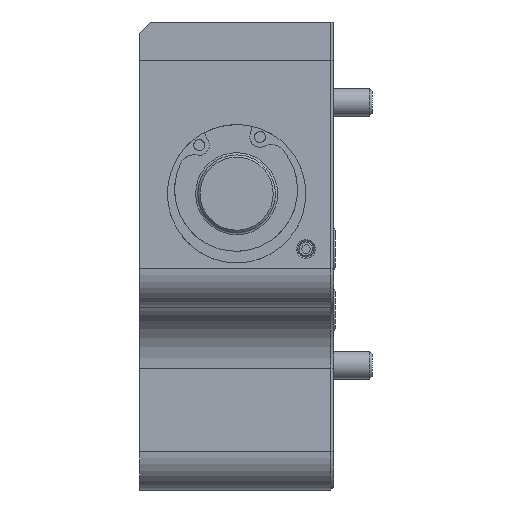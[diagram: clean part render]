
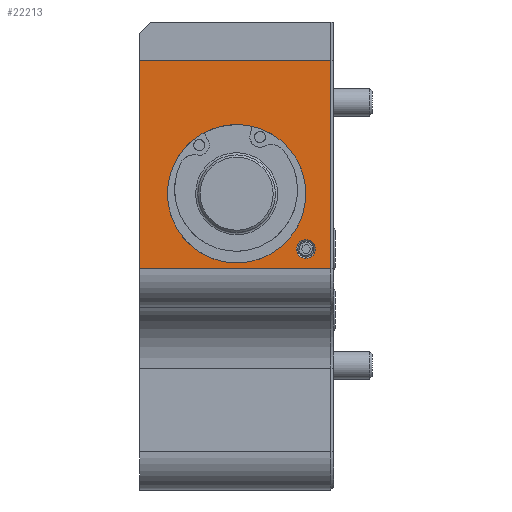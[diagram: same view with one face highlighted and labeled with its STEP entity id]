
A CAD part, left-side view. The second image highlights one B-rep face of the part: STEP entity #22213.
In plain terms, the highlighted planar face has unit normal (-1, 0, 0).
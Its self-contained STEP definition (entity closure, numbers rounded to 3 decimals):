
#686 = ORIENTED_EDGE ( 'NONE', *, *, #7169, .F. ) ;
#914 = LINE ( 'NONE', #4509, #22604 ) ;
#1394 = CIRCLE ( 'NONE', #21893, 12.5 ) ;
#1559 = FACE_BOUND ( 'NONE', #13489, .T. ) ;
#2084 = DIRECTION ( 'NONE',  ( 0., 0., 1. ) ) ;
#3533 = VERTEX_POINT ( 'NONE', #16389 ) ;
#4509 = CARTESIAN_POINT ( 'NONE',  ( 16., -17., -53.5 ) ) ;
#4731 = VERTEX_POINT ( 'NONE', #23152 ) ;
#4806 = EDGE_CURVE ( 'NONE', #19972, #23276, #15938, .T. ) ;
#5283 = DIRECTION ( 'NONE',  ( -1., 0., 0. ) ) ;
#5845 = CARTESIAN_POINT ( 'NONE',  ( 16., 17.5, 24.099 ) ) ;
#6166 = CARTESIAN_POINT ( 'NONE',  ( 16., -12.5, -10. ) ) ;
#6270 = CARTESIAN_POINT ( 'NONE',  ( 16., 17.5, 24.099 ) ) ;
#6652 = DIRECTION ( 'NONE',  ( 0., 0., 1. ) ) ;
#7169 = EDGE_CURVE ( 'NONE', #22933, #4731, #20168, .T. ) ;
#7526 = VECTOR ( 'NONE', #16458, 1000. ) ;
#8251 = CARTESIAN_POINT ( 'NONE',  ( 16., -17., 24.099 ) ) ;
#8871 = DIRECTION ( 'NONE',  ( 0., 0., 1. ) ) ;
#9137 = CARTESIAN_POINT ( 'NONE',  ( 16., -17., -13.5 ) ) ;
#9181 = EDGE_CURVE ( 'NONE', #4731, #19972, #11579, .T. ) ;
#10406 = EDGE_CURVE ( 'NONE', #14529, #14529, #1394, .T. ) ;
#10823 = PLANE ( 'NONE',  #15250 ) ;
#10863 = ORIENTED_EDGE ( 'NONE', *, *, #13340, .F. ) ;
#11174 = CARTESIAN_POINT ( 'NONE',  ( 16., -17.5, -53.5 ) ) ;
#11198 = VECTOR ( 'NONE', #19645, 1000. ) ;
#11579 = LINE ( 'NONE', #22931, #11198 ) ;
#12940 = CIRCLE ( 'NONE', #22017, 1.7 ) ;
#13340 = EDGE_CURVE ( 'NONE', #3533, #3533, #12940, .T. ) ;
#13489 = EDGE_LOOP ( 'NONE', ( #10863 ) ) ;
#13839 = DIRECTION ( 'NONE',  ( -1., 0., 0. ) ) ;
#14529 = VERTEX_POINT ( 'NONE', #23763 ) ;
#14711 = CARTESIAN_POINT ( 'NONE',  ( 16., -17.5, -13.5 ) ) ;
#14985 = ORIENTED_EDGE ( 'NONE', *, *, #9181, .F. ) ;
#15250 = AXIS2_PLACEMENT_3D ( 'NONE', #11174, #18507, #8871 ) ;
#15556 = ORIENTED_EDGE ( 'NONE', *, *, #4806, .F. ) ;
#15938 = B_SPLINE_CURVE_WITH_KNOTS ( 'NONE', 3,
 ( #6270, #23400, #21335, #8251 ),
 .UNSPECIFIED., .F., .F.,
 ( 4, 4 ),
 ( 0., 1. ),
 .UNSPECIFIED. ) ;
#16030 = CARTESIAN_POINT ( 'NONE',  ( 16., -17., 24.099 ) ) ;
#16038 = EDGE_LOOP ( 'NONE', ( #16219 ) ) ;
#16219 = ORIENTED_EDGE ( 'NONE', *, *, #10406, .F. ) ;
#16389 = CARTESIAN_POINT ( 'NONE',  ( 16., -12.5, -8.3 ) ) ;
#16458 = DIRECTION ( 'NONE',  ( 0., 1., 0. ) ) ;
#18507 = DIRECTION ( 'NONE',  ( -1., 0., 0. ) ) ;
#19018 = EDGE_CURVE ( 'NONE', #22933, #23276, #914, .T. ) ;
#19288 = CARTESIAN_POINT ( 'NONE',  ( 16., 0., 0. ) ) ;
#19645 = DIRECTION ( 'NONE',  ( 0., 0., 1. ) ) ;
#19800 = EDGE_LOOP ( 'NONE', ( #686, #24050, #15556, #14985 ) ) ;
#19972 = VERTEX_POINT ( 'NONE', #5845 ) ;
#20168 = LINE ( 'NONE', #14711, #7526 ) ;
#21308 = DIRECTION ( 'NONE',  ( 0., 0., 1. ) ) ;
#21335 = CARTESIAN_POINT ( 'NONE',  ( 16., -5.5, 24.097 ) ) ;
#21893 = AXIS2_PLACEMENT_3D ( 'NONE', #19288, #13839, #2084 ) ;
#22017 = AXIS2_PLACEMENT_3D ( 'NONE', #6166, #5283, #6652 ) ;
#22213 = ADVANCED_FACE ( 'NONE', ( #1559, #24246, #22530 ), #10823, .T. ) ;
#22530 = FACE_OUTER_BOUND ( 'NONE', #19800, .T. ) ;
#22604 = VECTOR ( 'NONE', #21308, 1000. ) ;
#22931 = CARTESIAN_POINT ( 'NONE',  ( 16., 17.5, -53.5 ) ) ;
#22933 = VERTEX_POINT ( 'NONE', #9137 ) ;
#23152 = CARTESIAN_POINT ( 'NONE',  ( 16., 17.5, -13.5 ) ) ;
#23276 = VERTEX_POINT ( 'NONE', #16030 ) ;
#23400 = CARTESIAN_POINT ( 'NONE',  ( 16., 6., 24.097 ) ) ;
#23763 = CARTESIAN_POINT ( 'NONE',  ( 16., 0., 12.5 ) ) ;
#24050 = ORIENTED_EDGE ( 'NONE', *, *, #19018, .T. ) ;
#24246 = FACE_BOUND ( 'NONE', #16038, .T. ) ;
